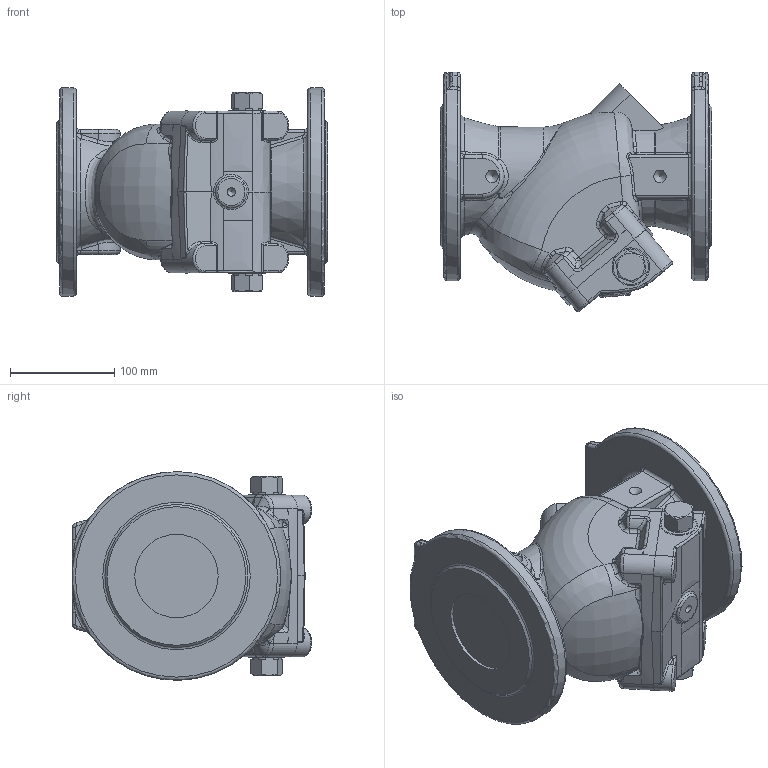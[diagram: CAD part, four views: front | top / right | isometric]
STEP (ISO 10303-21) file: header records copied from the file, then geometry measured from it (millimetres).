
FILE_DESCRIPTION (( 'STEP AP203' ), '1' );
FILE_NAME ('O_41_61_DN80_AA0_step.step', '2016-09-26T06:54:45', ( 'Windows User' ), ( 'AVK' ), 'SwSTEP 2.0', 'SolidWorks 2012', '' );
FILE_SCHEMA (( 'CONFIG_CONTROL_DESIGN' ));
Length unit declared in the file: millimetre
Products named in the file (1): O_41_61_DN80_AA0_step
Bounding box: 260 x 229.81 x 200 mm (x, y, z)
Volume: 4655507.3 mm3; surface area: 259967.5 mm2
Topology: 1 solids, 1 shells, 528 faces, 1277 edges, 729 vertices
Faces by surface type: bspline 210, cylinder 116, plane 101, torus 63, cone 23, sphere 15
Full cylindrical faces by diameter (mm): 80 x1, 81 x1
Entity records: 29440 total; most frequent: CARTESIAN_POINT 19091, ORIENTED_EDGE 2436, DIRECTION 1737, EDGE_CURVE 1218, AXIS2_PLACEMENT_3D 729, VERTEX_POINT 717, EDGE_LOOP 553, FACE_OUTER_BOUND 536
